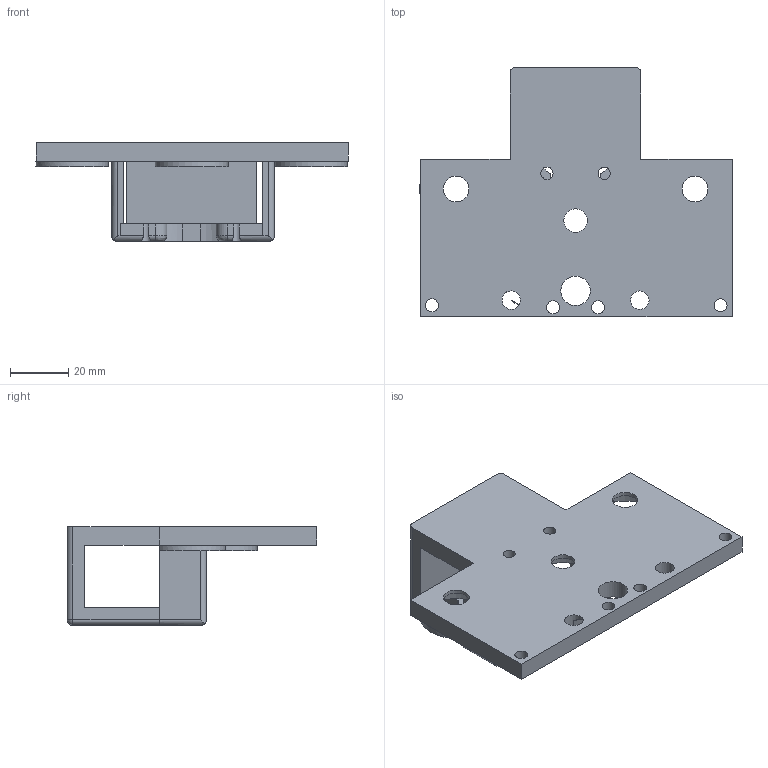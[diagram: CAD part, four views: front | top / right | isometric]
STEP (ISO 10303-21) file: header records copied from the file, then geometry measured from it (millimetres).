
FILE_DESCRIPTION(/* description */ (''),/* implementation_level */ '2;1');
FILE_NAME(/* name */ 'side_right.stp',/* time_stamp */ '2014-02-22T16:31:17-06:00',/* author */ ('stephen'),/* organization */ (''),/* preprocessor_version */ 'ST-DEVELOPER v15.2',/* originating_system */ 'Autodesk Inventor 2014',/* authorisation */ '');
FILE_SCHEMA (('AUTOMOTIVE_DESIGN { 1 0 10303 214 3 1 1 }'));
Length unit declared in the file: millimetre
Products named in the file (1): side_right
Bounding box: 107.14 x 85.66 x 33.85 mm (x, y, z)
Volume: 55832.2 mm3; surface area: 26843.1 mm2
Topology: 1 solids, 1 shells, 99 faces, 297 edges, 200 vertices
Faces by surface type: cylinder 50, plane 45, sphere 2, bspline 2
Full cylindrical faces by diameter (mm): 4.191 x2, 4.445 x4, 6.35 x1, 8 x1, 8.8 x2, 10.11 x1, 22.3 x1, 25 x1
Entity records: 3436 total; most frequent: CARTESIAN_POINT 683, DIRECTION 571, ORIENTED_EDGE 554, EDGE_CURVE 277, AXIS2_PLACEMENT_3D 199, VERTEX_POINT 189, LINE 173, VECTOR 173
